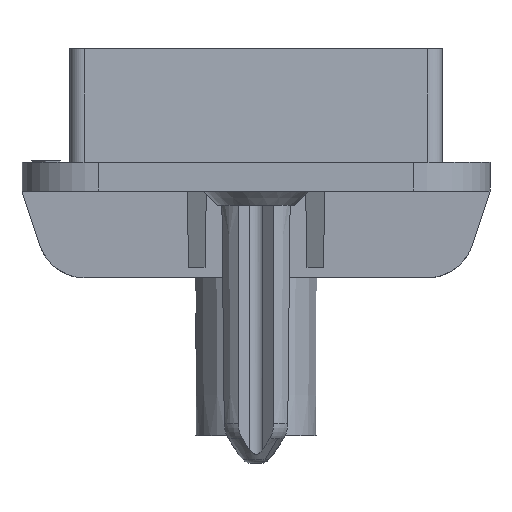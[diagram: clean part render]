
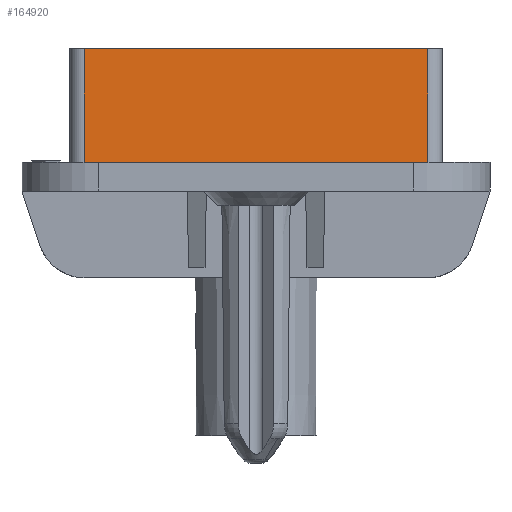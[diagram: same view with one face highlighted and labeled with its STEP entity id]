
A CAD part, left-side view. The second image highlights one B-rep face of the part: STEP entity #164920.
In plain terms, the highlighted face is planar.
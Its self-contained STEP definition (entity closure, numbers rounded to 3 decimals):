
#15090=CARTESIAN_POINT('',(91.207,63.955,
-31.7));
#15100=VERTEX_POINT('',#15090);
#15130=CARTESIAN_POINT('',(91.207,45.955,-31.7));
#15140=DIRECTION('',(0.,-1.,0.));
#15150=VECTOR('',#15140,1.);
#15160=LINE('',#15130,#15150);
#15170=CARTESIAN_POINT('',(91.207,27.955,-31.7));
#15180=VERTEX_POINT('',#15170);
#15190=EDGE_CURVE('',#15100,#15180,#15160,.T.);
#164480=CARTESIAN_POINT('',(90.895,63.955,
-43.6));
#164490=VERTEX_POINT('',#164480);
#164520=CARTESIAN_POINT('',(90.986,63.955,
-40.139));
#164530=DIRECTION('',(-0.026,0.,
-1.));
#164540=VECTOR('',#164530,1.);
#164550=LINE('',#164520,#164540);
#164560=EDGE_CURVE('',#15100,#164490,#164550,.T.);
#164690=CARTESIAN_POINT('',(91.207,45.955,-31.7));
#164700=DIRECTION('',(1.,0.,
-0.026));
#164710=DIRECTION('',(0.,1.,0.));
#164720=AXIS2_PLACEMENT_3D('',#164690,#164700,#164710);
#164730=PLANE('',#164720);
#164740=CARTESIAN_POINT('',(90.986,27.955,
-40.139));
#164750=DIRECTION('',(0.026,0.,
1.));
#164760=VECTOR('',#164750,1.);
#164770=LINE('',#164740,#164760);
#164780=CARTESIAN_POINT('',(90.895,27.955,
-43.6));
#164790=VERTEX_POINT('',#164780);
#164800=EDGE_CURVE('',#164790,#15180,#164770,.T.);
#164810=ORIENTED_EDGE('',*,*,#164800,.F.);
#164820=ORIENTED_EDGE('',*,*,#15190,.T.);
#164830=ORIENTED_EDGE('',*,*,#164560,.F.);
#164840=CARTESIAN_POINT('',(90.895,45.955,
-43.6));
#164850=DIRECTION('',(0.,1.,0.));
#164860=VECTOR('',#164850,1.);
#164870=LINE('',#164840,#164860);
#164880=EDGE_CURVE('',#164790,#164490,#164870,.T.);
#164890=ORIENTED_EDGE('',*,*,#164880,.T.);
#164900=EDGE_LOOP('',(#164890,#164830,#164820,#164810));
#164910=FACE_OUTER_BOUND('',#164900,.T.);
#164920=ADVANCED_FACE('',(#164910),#164730,.T.);
